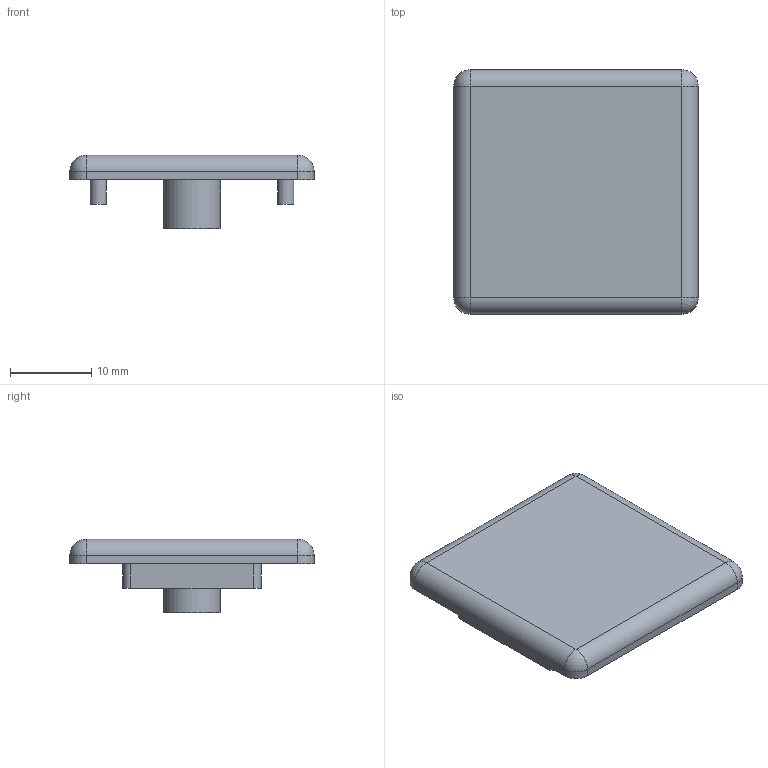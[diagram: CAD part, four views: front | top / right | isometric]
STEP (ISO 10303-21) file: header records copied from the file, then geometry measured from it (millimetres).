
FILE_DESCRIPTION(/* description */ ('TAPPO 30X30 4C NERO'),/* implementation_level */ '2;1');
FILE_NAME(/* name */ 'DTPTR0000022_.stp',/* time_stamp */ '2018-10-26T10:26:14+02:00',/* author */ ('fzagni'),/* organization */ (''),/* preprocessor_version */ 'ST-DEVELOPER v16.1',/* originating_system */ 'Autodesk Inventor 2016',/* authorisation */ '');
FILE_SCHEMA (('AUTOMOTIVE_DESIGN { 1 0 10303 214 3 1 1 }'));
Length unit declared in the file: millimetre
Products named in the file (1): DTPTR0000022
Bounding box: 30 x 30 x 9 mm (x, y, z)
Volume: 2852.2 mm3; surface area: 2503.7 mm2
Topology: 1 solids, 1 shells, 32 faces, 66 edges, 40 vertices
Faces by surface type: cylinder 14, plane 14, sphere 4
Full cylindrical faces by diameter (mm): 6 x1, 7 x1
Entity records: 856 total; most frequent: DIRECTION 158, CARTESIAN_POINT 137, ORIENTED_EDGE 128, EDGE_CURVE 64, AXIS2_PLACEMENT_3D 61, VERTEX_POINT 40, EDGE_LOOP 38, LINE 36
